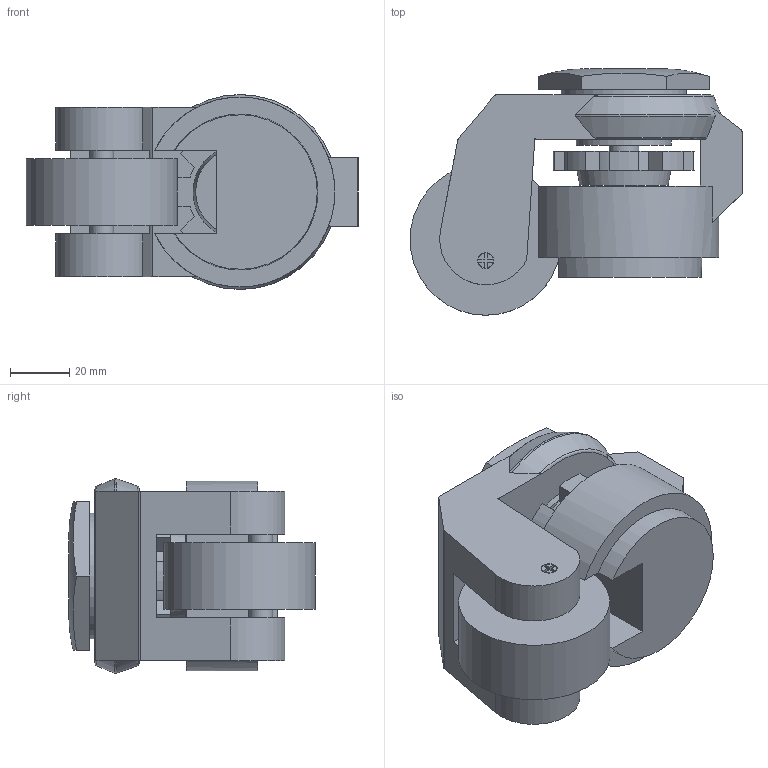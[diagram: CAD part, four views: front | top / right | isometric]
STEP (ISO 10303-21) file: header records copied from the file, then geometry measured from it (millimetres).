
FILE_DESCRIPTION( ( 'STEP AP214' ), '1' );
FILE_NAME( 'SK6-B5082S-X.stp', '2023-05-08T01:00:39', ( 'License CC BY-ND 4.0' ), ( 'CADENAS' ), ' ', 'PARTsolutions', ' ' );
FILE_SCHEMA( ( 'AUTOMOTIVE_DESIGN { 1 0 10303 214 1 1 1 1 }' ) );
Length unit declared in the file: millimetre
Products named in the file (1): _SK6-B5082S-X
Bounding box: 111.8 x 83 x 65.65 mm (x, y, z)
Volume: 264518.3 mm3; surface area: 49880.8 mm2
Topology: 1 solids, 1 shells, 141 faces, 371 edges, 248 vertices
Faces by surface type: plane 86, cylinder 43, torus 6, cone 5, bspline 1
Full cylindrical faces by diameter (mm): 5.42 x2, 8 x2, 10 x2, 12 x1, 32 x1, 42.182 x1, 51 x1
Entity records: 5576 total; most frequent: CARTESIAN_POINT 945, DIRECTION 717, ORIENTED_EDGE 712, EDGE_CURVE 356, AXIS2_PLACEMENT_3D 247, VERTEX_POINT 245, LINE 223, VECTOR 223
